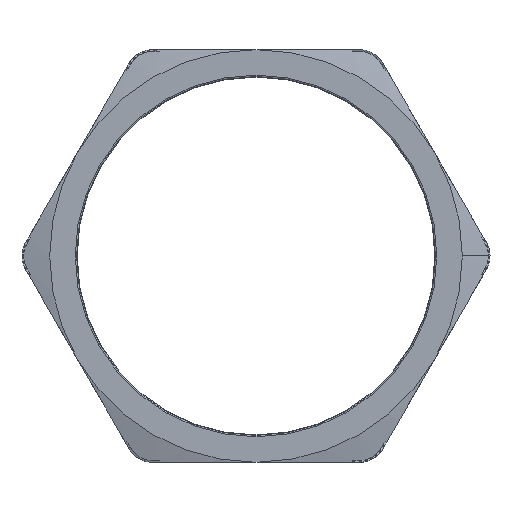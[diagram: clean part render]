
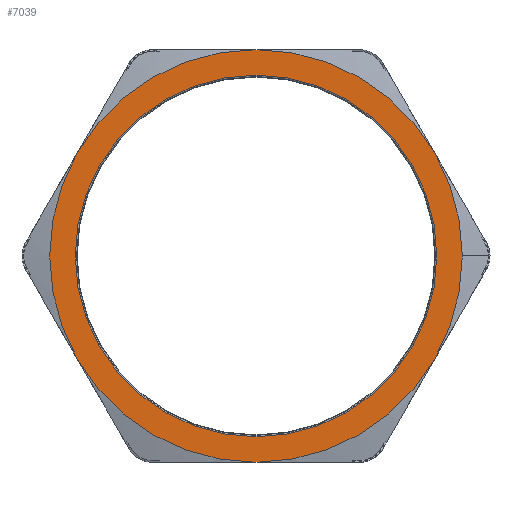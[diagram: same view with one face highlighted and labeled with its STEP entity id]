
A CAD part, top view. The second image highlights one B-rep face of the part: STEP entity #7039.
In plain terms, the highlighted planar face has unit normal (0, 0, 1).
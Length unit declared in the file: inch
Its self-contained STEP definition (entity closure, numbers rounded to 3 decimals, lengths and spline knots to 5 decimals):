
#1836 = EDGE_CURVE ( 'NONE', #1837, #1838, #5249, .T. ) ;
#1837 = VERTEX_POINT ( 'NONE', #5245 ) ;
#1838 = VERTEX_POINT ( 'NONE', #5244 ) ;
#1908 = VERTEX_POINT ( 'NONE', #5403 ) ;
#1909 = EDGE_CURVE ( 'NONE', #1908, #1983, #5402, .T. ) ;
#1983 = VERTEX_POINT ( 'NONE', #5571 ) ;
#2093 = VERTEX_POINT ( 'NONE', #5743 ) ;
#5244 = CARTESIAN_POINT ( 'NONE',  ( 0.905, 0., 0.2 ) ) ;
#5245 = CARTESIAN_POINT ( 'NONE',  ( 0.78375, 0.4525, 0.2 ) ) ;
#5246 = DIRECTION ( 'NONE',  ( -1., 0., 0. ) ) ;
#5247 = DIRECTION ( 'NONE',  ( 0., 0., -1. ) ) ;
#5248 = AXIS2_PLACEMENT_3D ( 'NONE', #5255, #5247, #5246 ) ;
#5249 = CIRCLE ( 'NONE', #5248, 0.905 ) ;
#5255 = CARTESIAN_POINT ( 'NONE',  ( 0., 0., 0.2 ) ) ;
#5398 = DIRECTION ( 'NONE',  ( -1., 0., 0. ) ) ;
#5399 = DIRECTION ( 'NONE',  ( 0., 0., -1. ) ) ;
#5400 = CARTESIAN_POINT ( 'NONE',  ( 0., 0., 0.2 ) ) ;
#5401 = AXIS2_PLACEMENT_3D ( 'NONE', #5400, #5399, #5398 ) ;
#5402 = CIRCLE ( 'NONE', #5401, 0.793 ) ;
#5403 = CARTESIAN_POINT ( 'NONE',  ( -0.793, 0., 0.2 ) ) ;
#5571 = CARTESIAN_POINT ( 'NONE',  ( 0.793, 0., 0.2 ) ) ;
#5743 = CARTESIAN_POINT ( 'NONE',  ( -0.78375, 0.4525, 0.2 ) ) ;
#5874 = AXIS2_PLACEMENT_3D ( 'NONE', #5920, #5919, #5918 ) ;
#5875 = CIRCLE ( 'NONE', #5874, 0.793 ) ;
#5876 = FACE_BOUND ( 'NONE', #7036, .T. ) ;
#5912 = DIRECTION ( 'NONE',  ( -1., 0., 0. ) ) ;
#5913 = DIRECTION ( 'NONE',  ( 0., 0., -1. ) ) ;
#5914 = CARTESIAN_POINT ( 'NONE',  ( 0., 1.81, 0.2 ) ) ;
#5915 = AXIS2_PLACEMENT_3D ( 'NONE', #5914, #5913, #5912 ) ;
#5916 = PLANE ( 'NONE',  #5915 ) ;
#5917 = FACE_OUTER_BOUND ( 'NONE', #7032, .T. ) ;
#5918 = DIRECTION ( 'NONE',  ( -1., 0., 0. ) ) ;
#5919 = DIRECTION ( 'NONE',  ( 0., 0., -1. ) ) ;
#5920 = CARTESIAN_POINT ( 'NONE',  ( 0., 0., 0.2 ) ) ;
#5921 = CIRCLE ( 'NONE', #5959, 0.905 ) ;
#5922 = DIRECTION ( 'NONE',  ( -1., 0., 0. ) ) ;
#5923 = DIRECTION ( 'NONE',  ( 0., 0., -1. ) ) ;
#5924 = CARTESIAN_POINT ( 'NONE',  ( 0., 0., 0.2 ) ) ;
#5925 = AXIS2_PLACEMENT_3D ( 'NONE', #5924, #5923, #5922 ) ;
#5926 = CIRCLE ( 'NONE', #5925, 0.905 ) ;
#5927 = DIRECTION ( 'NONE',  ( -1., 0., 0. ) ) ;
#5928 = DIRECTION ( 'NONE',  ( 0., 0., -1. ) ) ;
#5929 = AXIS2_PLACEMENT_3D ( 'NONE', #5936, #5928, #5927 ) ;
#5930 = CIRCLE ( 'NONE', #5929, 0.905 ) ;
#5936 = CARTESIAN_POINT ( 'NONE',  ( 0., 0., 0.2 ) ) ;
#5945 = DIRECTION ( 'NONE',  ( -1., 0., 0. ) ) ;
#5946 = DIRECTION ( 'NONE',  ( 0., 0., -1. ) ) ;
#5947 = CARTESIAN_POINT ( 'NONE',  ( 0., 0., 0.2 ) ) ;
#5948 = AXIS2_PLACEMENT_3D ( 'NONE', #5947, #5946, #5945 ) ;
#5949 = CIRCLE ( 'NONE', #5948, 0.905 ) ;
#5956 = DIRECTION ( 'NONE',  ( -1., 0., 0. ) ) ;
#5957 = DIRECTION ( 'NONE',  ( 0., 0., -1. ) ) ;
#5958 = CARTESIAN_POINT ( 'NONE',  ( 0., 0., 0.2 ) ) ;
#5959 = AXIS2_PLACEMENT_3D ( 'NONE', #5958, #5957, #5956 ) ;
#6018 = DIRECTION ( 'NONE',  ( -1., 0., 0. ) ) ;
#6019 = DIRECTION ( 'NONE',  ( 0., 0., -1. ) ) ;
#6020 = CARTESIAN_POINT ( 'NONE',  ( 0., 0., 0.2 ) ) ;
#6021 = AXIS2_PLACEMENT_3D ( 'NONE', #6020, #6019, #6018 ) ;
#6022 = CIRCLE ( 'NONE', #6021, 0.905 ) ;
#6056 = CARTESIAN_POINT ( 'NONE',  ( -0.78375, -0.4525, 0.2 ) ) ;
#6112 = CARTESIAN_POINT ( 'NONE',  ( 0., -0.905, 0.2 ) ) ;
#6248 = CARTESIAN_POINT ( 'NONE',  ( 0.78375, -0.4525, 0.2 ) ) ;
#6739 = CARTESIAN_POINT ( 'NONE',  ( 0., 0.905, 0.2 ) ) ;
#6847 = DIRECTION ( 'NONE',  ( 1., 0., 0. ) ) ;
#6848 = DIRECTION ( 'NONE',  ( 0., 0., 1. ) ) ;
#6849 = CARTESIAN_POINT ( 'NONE',  ( 0., 0., 0.2 ) ) ;
#6850 = AXIS2_PLACEMENT_3D ( 'NONE', #6849, #6848, #6847 ) ;
#6851 = CIRCLE ( 'NONE', #6850, 0.905 ) ;
#7032 = EDGE_LOOP ( 'NONE', ( #7101, #7068, #7066, #7054, #7057, #7051, #7049 ) ) ;
#7035 = ORIENTED_EDGE ( 'NONE', *, *, #1909, .T. ) ;
#7036 = EDGE_LOOP ( 'NONE', ( #7035, #7037 ) ) ;
#7037 = ORIENTED_EDGE ( 'NONE', *, *, #7038, .T. ) ;
#7038 = EDGE_CURVE ( 'NONE', #1983, #1908, #5875, .T. ) ;
#7039 = ADVANCED_FACE ( 'NONE', ( #5876, #5917 ), #5916, .F. ) ;
#7049 = ORIENTED_EDGE ( 'NONE', *, *, #7533, .T. ) ;
#7051 = ORIENTED_EDGE ( 'NONE', *, *, #1836, .F. ) ;
#7052 = EDGE_CURVE ( 'NONE', #1838, #7218, #5930, .T. ) ;
#7054 = ORIENTED_EDGE ( 'NONE', *, *, #7056, .F. ) ;
#7055 = EDGE_CURVE ( 'NONE', #7137, #7108, #5926, .T. ) ;
#7056 = EDGE_CURVE ( 'NONE', #7218, #7137, #5921, .T. ) ;
#7057 = ORIENTED_EDGE ( 'NONE', *, *, #7052, .F. ) ;
#7066 = ORIENTED_EDGE ( 'NONE', *, *, #7055, .F. ) ;
#7067 = EDGE_CURVE ( 'NONE', #7108, #2093, #5949, .T. ) ;
#7068 = ORIENTED_EDGE ( 'NONE', *, *, #7067, .F. ) ;
#7101 = ORIENTED_EDGE ( 'NONE', *, *, #7102, .F. ) ;
#7102 = EDGE_CURVE ( 'NONE', #2093, #7494, #6022, .T. ) ;
#7108 = VERTEX_POINT ( 'NONE', #6056 ) ;
#7137 = VERTEX_POINT ( 'NONE', #6112 ) ;
#7218 = VERTEX_POINT ( 'NONE', #6248 ) ;
#7494 = VERTEX_POINT ( 'NONE', #6739 ) ;
#7533 = EDGE_CURVE ( 'NONE', #1837, #7494, #6851, .T. ) ;
